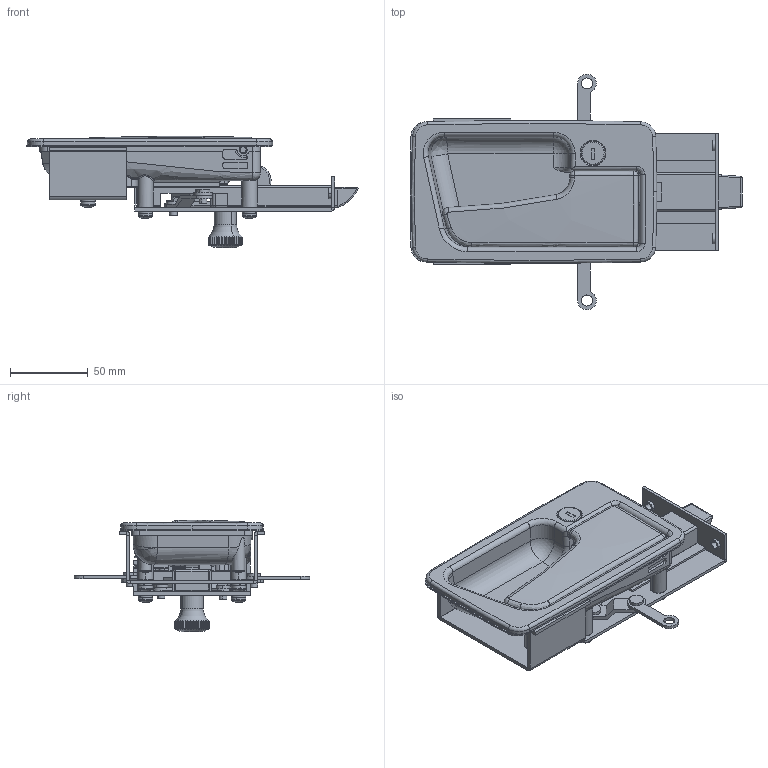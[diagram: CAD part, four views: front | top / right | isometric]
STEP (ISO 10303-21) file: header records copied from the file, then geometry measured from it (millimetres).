
FILE_DESCRIPTION (( 'STEP AP203' ), '1' );
FILE_NAME ('Žº‰ª•ÏŠ·.STEP', '2012-09-03T07:33:34', ( '' ), ( '' ), 'SwSTEP 2.0', 'SolidWorks 2011', '' );
FILE_SCHEMA (( 'CONFIG_CONTROL_DESIGN' ));
Length unit declared in the file: millimetre
Products named in the file (24): 室岡変換; A-540-1_スプリングワッシャーM5_JIS B 1251 No.2 5; A-540-1_十字穴付なべねじM5_M5×8; A-540-1_ばね座金M8_JIS B 1251 No.2 8; A-540-1_榋妏儃儖僩M8-30_榋妏儃儖僩M8亊15; A-540-1_R200_公開用_R200-3; A-540-1ROA; A-540-1RP; A-540-1_パッキン; A-540-1TI; A-540-1_リンクピン; A-540-1RAP; A-540-1_アーム; A-540-1_リンクプレート_L; A-540-1_リンクプレート_R; A-540-1_ロック解除ピン; A-540-1RA_assy; A-540-1_ラッチカバー; A-540-1_ラッチケース; A-540-1_ハンドルシャフト; A-540-1_ハンドルパッキン; A-540-1RA; A-540-1-L_ハンドル; A-540-1-L_本体_A-540-1-L
Assembly tree (37 placements, depth 3):
  室岡変換
    A-540-1-L_本体_A-540-1-L
    A-540-1_スプリングワッシャーM5_JIS B 1251 No.2 5  x6
    A-540-1RA_assy
      A-540-1_ラッチカバー
      A-540-1_ラッチケース
    A-540-1RP
    A-540-1TI
    A-540-1_リンクピン  x4
    A-540-1_十字穴付なべねじM5_M5×8  x6
    A-540-1_ばね座金M8_JIS B 1251 No.2 8
    A-540-1_榋妏儃儖僩M8-30_榋妏儃儖僩M8亊15
    A-540-1_R200_公開用_R200-3
    A-540-1ROA
    A-540-1_パッキン
    A-540-1RAP
    A-540-1_アーム  x2
    A-540-1_リンクプレート_L
    A-540-1_リンクプレート_R
    A-540-1_ロック解除ピン
    A-540-1_ハンドルシャフト
    A-540-1_ハンドルパッキン
    A-540-1RA
    A-540-1-L_ハンドル
Bounding box: 213.94 x 151.85 x 71.88 mm (x, y, z)
Volume: 211463.9 mm3; surface area: 157510.9 mm2
Topology: 36 solids, 36 shells, 1566 faces, 3859 edges, 2347 vertices
Faces by surface type: plane 628, cylinder 538, torus 173, bspline 130, cone 69, sphere 28
Entity records: 49319 total; most frequent: CARTESIAN_POINT 15037, DIRECTION 6696, ORIENTED_EDGE 6608, EDGE_CURVE 3304, AXIS2_PLACEMENT_3D 2621, VERTEX_POINT 2020, LINE 1454, VECTOR 1454
